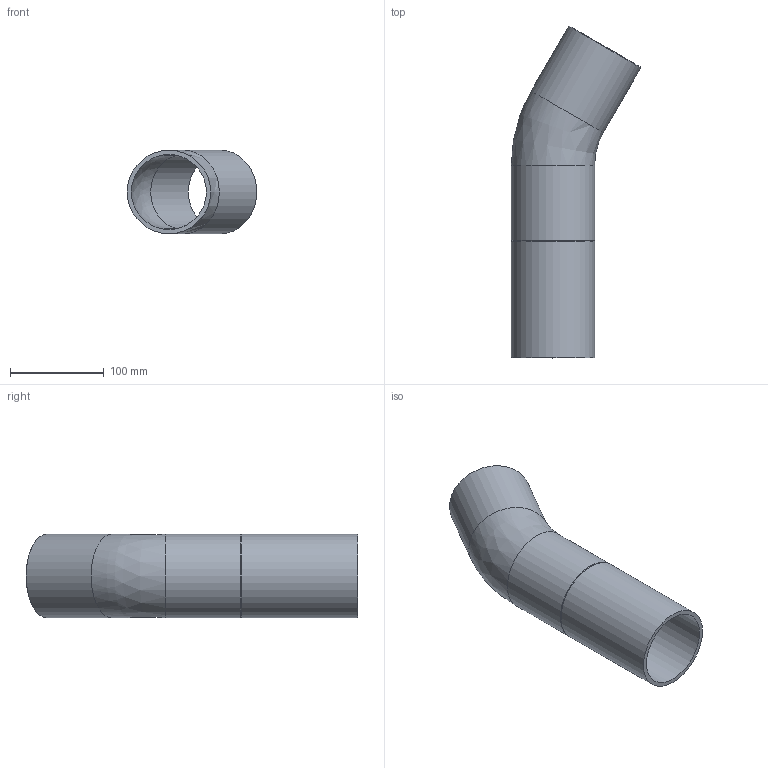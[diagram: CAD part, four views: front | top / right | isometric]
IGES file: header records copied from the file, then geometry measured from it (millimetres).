
Global section: file name: 30030; native system: Autodesk Inventor 2014; preprocessor: unknown; author: seihe2; date: 20150504.114817; units: millimetre
Bounding box: 138.19 x 354.1 x 88.9 mm (x, y, z)
Volume: 407914.8 mm3; surface area: 185772 mm2
Topology: 1 solids, 1 shells, 12 faces, 26 edges, 16 vertices
Faces by surface type: revolution 4, cone 3, cylinder 3, plane 2
Full cylindrical faces by diameter (mm): 88.9 x3
